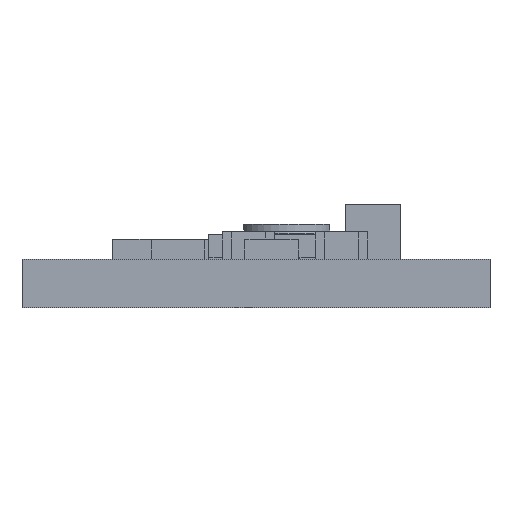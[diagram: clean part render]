
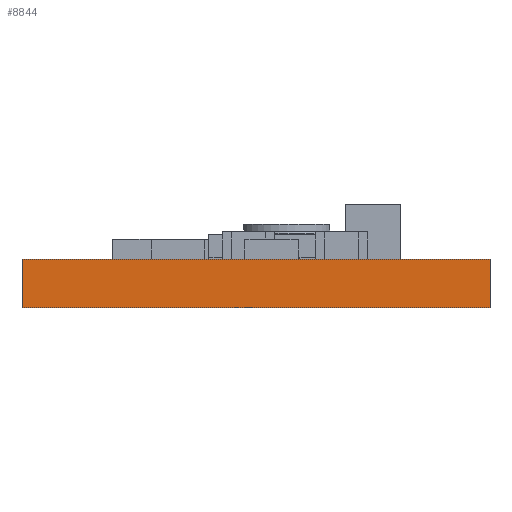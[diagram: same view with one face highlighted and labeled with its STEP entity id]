
A CAD part, front view. The second image highlights one B-rep face of the part: STEP entity #8844.
In plain terms, the highlighted planar face has unit normal (0, -1, 0).
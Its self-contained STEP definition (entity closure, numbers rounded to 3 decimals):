
#39 = ORIENTED_EDGE ( 'NONE', *, *, #32252, .T. ) ;
#3622 = DIRECTION ( 'NONE',  ( 1., 0., 0. ) ) ;
#4437 = LINE ( 'NONE', #10717, #29199 ) ;
#4911 = DIRECTION ( 'NONE',  ( 0., 0., -1. ) ) ;
#5204 = ORIENTED_EDGE ( 'NONE', *, *, #37333, .F. ) ;
#5308 = VERTEX_POINT ( 'NONE', #15776 ) ;
#6146 = ORIENTED_EDGE ( 'NONE', *, *, #10353, .T. ) ;
#6903 = CARTESIAN_POINT ( 'NONE',  ( 15.24, 0., 1.575 ) ) ;
#8683 = CARTESIAN_POINT ( 'NONE',  ( 15.24, 0., 1.575 ) ) ;
#8844 = ADVANCED_FACE ( 'NONE', ( #40207 ), #10253, .F. ) ;
#10253 = PLANE ( 'NONE',  #30528 ) ;
#10353 = EDGE_CURVE ( 'NONE', #24963, #41897, #4437, .T. ) ;
#10717 = CARTESIAN_POINT ( 'NONE',  ( 0., 0., 1.575 ) ) ;
#10902 = LINE ( 'NONE', #8683, #28957 ) ;
#11438 = DIRECTION ( 'NONE',  ( 1., 0., 0. ) ) ;
#13457 = CARTESIAN_POINT ( 'NONE',  ( 0., 0., 1.575 ) ) ;
#13598 = DIRECTION ( 'NONE',  ( 0., 1., 0. ) ) ;
#13941 = VERTEX_POINT ( 'NONE', #6903 ) ;
#15776 = CARTESIAN_POINT ( 'NONE',  ( 15.24, 0., 0. ) ) ;
#20832 = EDGE_LOOP ( 'NONE', ( #39, #5204, #22189, #6146 ) ) ;
#22189 = ORIENTED_EDGE ( 'NONE', *, *, #37371, .F. ) ;
#22285 = VECTOR ( 'NONE', #11438, 1000. ) ;
#24963 = VERTEX_POINT ( 'NONE', #26217 ) ;
#26029 = VECTOR ( 'NONE', #3622, 1000. ) ;
#26217 = CARTESIAN_POINT ( 'NONE',  ( 0., 0., 1.575 ) ) ;
#26565 = CARTESIAN_POINT ( 'NONE',  ( 0., 0., 0. ) ) ;
#28957 = VECTOR ( 'NONE', #4911, 1000. ) ;
#29199 = VECTOR ( 'NONE', #30464, 1000. ) ;
#30464 = DIRECTION ( 'NONE',  ( 0., 0., -1. ) ) ;
#30528 = AXIS2_PLACEMENT_3D ( 'NONE', #13457, #13598, #33158 ) ;
#30647 = LINE ( 'NONE', #36671, #26029 ) ;
#31001 = LINE ( 'NONE', #31594, #22285 ) ;
#31594 = CARTESIAN_POINT ( 'NONE',  ( 0., 0., 1.575 ) ) ;
#32252 = EDGE_CURVE ( 'NONE', #41897, #5308, #30647, .T. ) ;
#33158 = DIRECTION ( 'NONE',  ( 0., 0., 1. ) ) ;
#36671 = CARTESIAN_POINT ( 'NONE',  ( 0., 0., 0. ) ) ;
#37333 = EDGE_CURVE ( 'NONE', #13941, #5308, #10902, .T. ) ;
#37371 = EDGE_CURVE ( 'NONE', #24963, #13941, #31001, .T. ) ;
#40207 = FACE_OUTER_BOUND ( 'NONE', #20832, .T. ) ;
#41897 = VERTEX_POINT ( 'NONE', #26565 ) ;
